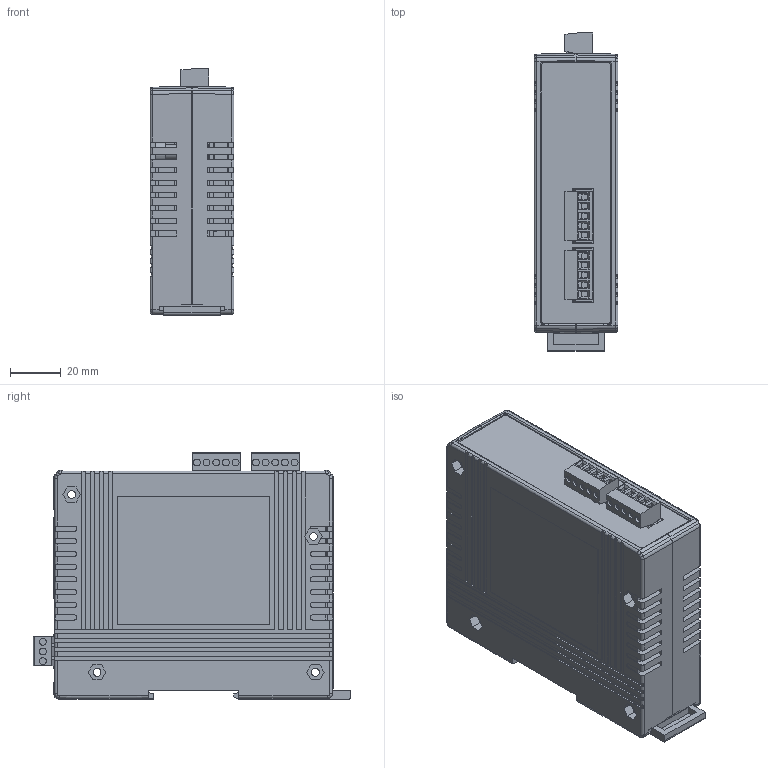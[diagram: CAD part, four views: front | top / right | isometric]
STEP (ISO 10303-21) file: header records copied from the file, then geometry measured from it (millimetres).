
FILE_DESCRIPTION (( 'STEP AP203' ), '1' );
FILE_NAME ('tDS-2225i_20191205.STEP', '2021-07-13T00:49:11', ( 'Windows 使用者' ), ( '' ), 'SwSTEP 2.0', 'SolidWorks 2020', '' );
FILE_SCHEMA (( 'CONFIG_CONTROL_DESIGN' ));
Length unit declared in the file: millimetre
Products named in the file (19): 2DSD008_MK-22D10; tDS-2225i_PCB; 4SI21W0000002; tDS-2225i_20191205; F.G.馬口鐵(4SI21A0000001); VD-053130000AG_90D; VD-053130000AG; VD-033130000AG; 4SI21K0000053; tGW-2235_PCB; LED x 2_90D; VE-053131000AG; 2DJ049_RB1-126BHQ1A; VD-033130000AG_90D; PROFI-2000 滑片(4SI21K0000031); VE-033131000AG; 4SI21W0000003; 4SI21K0000115
Assembly tree (21 placements, depth 4):
  tDS-2225i_20191205
    tDS-2225i_PCB
      tGW-2235_PCB
      2DJ049_RB1-126BHQ1A  x2
      2DSD008_MK-22D10
      VD-033130000AG_90D
        VE-033131000AG
        VD-033130000AG
      VD-053130000AG_90D
        VE-053131000AG
        VD-053130000AG
      VD-053130000AG_90D
        VE-053131000AG
        VD-053130000AG
      LED x 2_90D
    4SI21K0000115
    4SI21W0000003
    F.G.馬口鐵(4SI21A0000001)
    4SI21W0000002
    4SI21K0000053
    PROFI-2000 滑片(4SI21K0000031)
Bounding box: 33 x 125.2 x 97.12 mm (x, y, z)
Volume: 92807.3 mm3; surface area: 122637.5 mm2
Topology: 17 solids, 17 shells, 2091 faces, 5505 edges, 3524 vertices
Faces by surface type: plane 1639, cylinder 350, bspline 32, torus 26, cone 26, sphere 18
Entity records: 56286 total; most frequent: CARTESIAN_POINT 10362, ORIENTED_EDGE 9306, DIRECTION 8787, EDGE_CURVE 4653, VECTOR 3749, LINE 3749, VERTEX_POINT 3002, AXIS2_PLACEMENT_3D 2519
